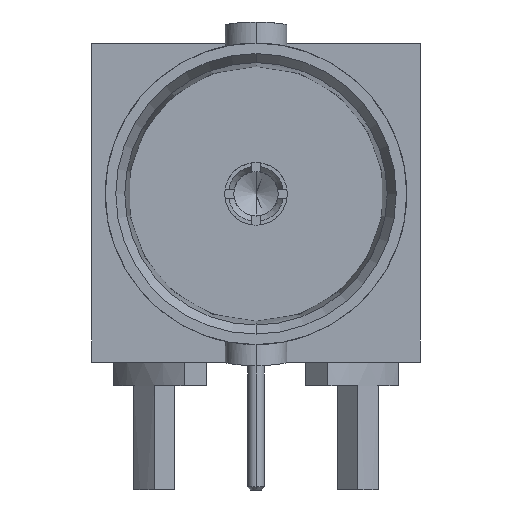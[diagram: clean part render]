
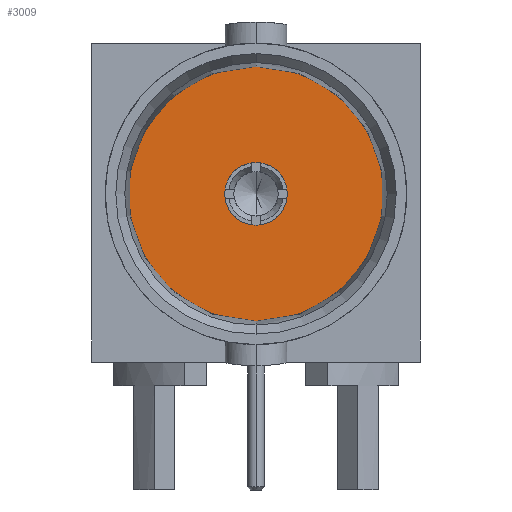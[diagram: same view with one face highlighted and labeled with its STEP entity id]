
A CAD part, left-side view. The second image highlights one B-rep face of the part: STEP entity #3009.
In plain terms, the highlighted planar face has unit normal (-1, 0, 0).
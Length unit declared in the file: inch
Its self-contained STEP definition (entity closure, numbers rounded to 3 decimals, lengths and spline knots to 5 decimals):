
#1043=CARTESIAN_POINT('',(0.53636,0.15984,
-0.20709));
#1044=DIRECTION('',(-1.,0.,0.));
#1045=DIRECTION('',(0.,0.,1.));
#1046=AXIS2_PLACEMENT_3D('',#1043,#1044,#1045);
#1061=CARTESIAN_POINT('',(0.53636,0.15984,
-0.20709));
#1062=DIRECTION('',(1.,0.,0.));
#1063=DIRECTION('',(0.,0.,-1.));
#1064=AXIS2_PLACEMENT_3D('',#1061,#1062,#1063);
#1066=CARTESIAN_POINT('',(0.53636,0.15984,
-0.20709));
#1067=DIRECTION('',(1.,0.,0.));
#1068=DIRECTION('',(0.,0.,1.));
#1069=AXIS2_PLACEMENT_3D('',#1066,#1067,#1068);
#1071=CARTESIAN_POINT('',(0.53636,0.15984,
-0.20709));
#1072=DIRECTION('',(-1.,0.,0.));
#1073=DIRECTION('',(0.,0.,-1.));
#1074=AXIS2_PLACEMENT_3D('',#1071,#1072,#1073);
#1631=CARTESIAN_POINT('',(0.53636,0.15984,
-0.36755));
#1632=CARTESIAN_POINT('',(0.53636,0.15984,
-0.04662));
#1633=VERTEX_POINT('',#1631);
#1634=VERTEX_POINT('',#1632);
#1729=CARTESIAN_POINT('',(0.53636,0.15984,
-0.24646));
#1730=CARTESIAN_POINT('',(0.53636,0.15984,
-0.16772));
#1731=VERTEX_POINT('',#1729);
#1732=VERTEX_POINT('',#1730);
#2993=CARTESIAN_POINT('',(0.53636,0.15984,
-0.20709));
#2994=DIRECTION('',(-1.,0.,0.));
#2995=DIRECTION('',(0.,0.,-1.));
#2996=AXIS2_PLACEMENT_3D('',#2993,#2994,#2995);
#2997=PLANE('',#2996);
#2999=ORIENTED_EDGE('',*,*,#2998,.F.);
#3000=ORIENTED_EDGE('',*,*,#2983,.F.);
#3001=EDGE_LOOP('',(#2999,#3000));
#3002=FACE_OUTER_BOUND('',#3001,.F.);
#3004=ORIENTED_EDGE('',*,*,#3003,.F.);
#3006=ORIENTED_EDGE('',*,*,#3005,.F.);
#3007=EDGE_LOOP('',(#3004,#3006));
#3008=FACE_BOUND('',#3007,.F.);
#3009=ADVANCED_FACE('',(#3002,#3008),#2997,.T.);
#1047=CIRCLE('',#1046,0.16046);
#1065=CIRCLE('',#1064,0.03937);
#1070=CIRCLE('',#1069,0.03937);
#1075=CIRCLE('',#1074,0.16046);
#2983=EDGE_CURVE('',#1634,#1633,#1047,.T.);
#2998=EDGE_CURVE('',#1633,#1634,#1075,.T.);
#3003=EDGE_CURVE('',#1731,#1732,#1065,.T.);
#3005=EDGE_CURVE('',#1732,#1731,#1070,.T.);
